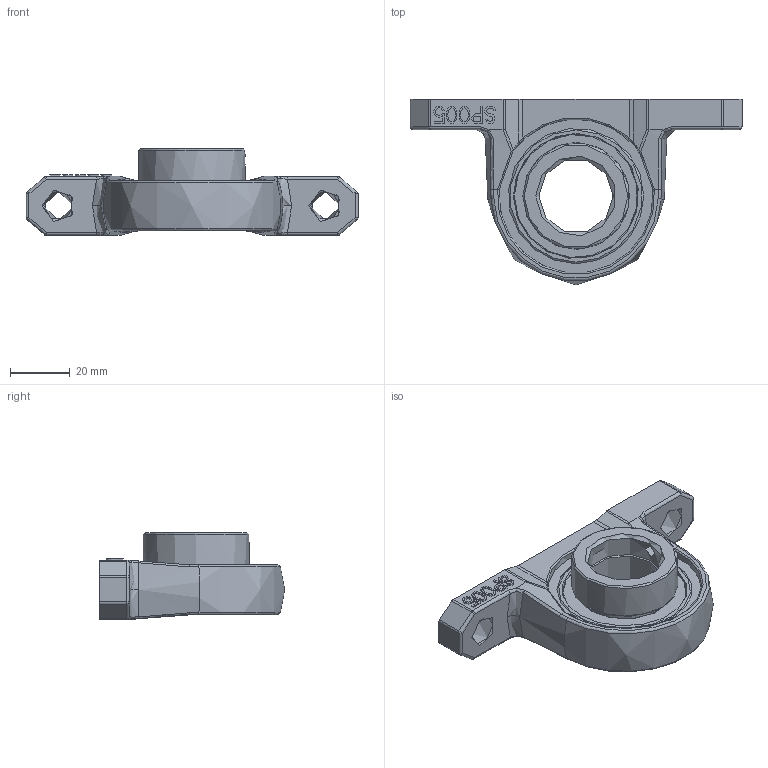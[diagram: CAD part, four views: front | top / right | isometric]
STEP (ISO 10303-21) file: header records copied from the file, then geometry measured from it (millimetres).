
FILE_DESCRIPTION(/* description */ (''),/* implementation_level */ '2;1');
FILE_NAME(/* name */ 'MUP005.stp',/* time_stamp */ '2016-02-03T15:46:06+01:00',/* author */ ('fje'),/* organization */ (''),/* preprocessor_version */ 'ST-DEVELOPER v15.2',/* originating_system */ 'Autodesk Inventor 2014',/* authorisation */ '');
FILE_SCHEMA (('AUTOMOTIVE_DESIGN { 1 0 10303 214 3 1 1 }'));
Length unit declared in the file: millimetre
Products named in the file (1): Part100
Bounding box: 111.4 x 62.2 x 29.1 mm (x, y, z)
Volume: 52539.4 mm3; surface area: 22039.5 mm2
Topology: 2 solids, 2 shells, 378 faces, 1003 edges, 646 vertices
Faces by surface type: plane 258, cylinder 50, bspline 43, cone 13, sphere 8, torus 6
Full cylindrical faces by diameter (mm): 4.4 x2, 10 x2, 25 x2, 30.2 x1, 31.8 x2, 32.4 x2, 35.7 x1, 41.4 x2, 42 x2, 51.8 x2
Entity records: 14017 total; most frequent: CARTESIAN_POINT 4568, ORIENTED_EDGE 1928, DIRECTION 1722, EDGE_CURVE 964, LINE 714, VECTOR 714, VERTEX_POINT 638, AXIS2_PLACEMENT_3D 504
